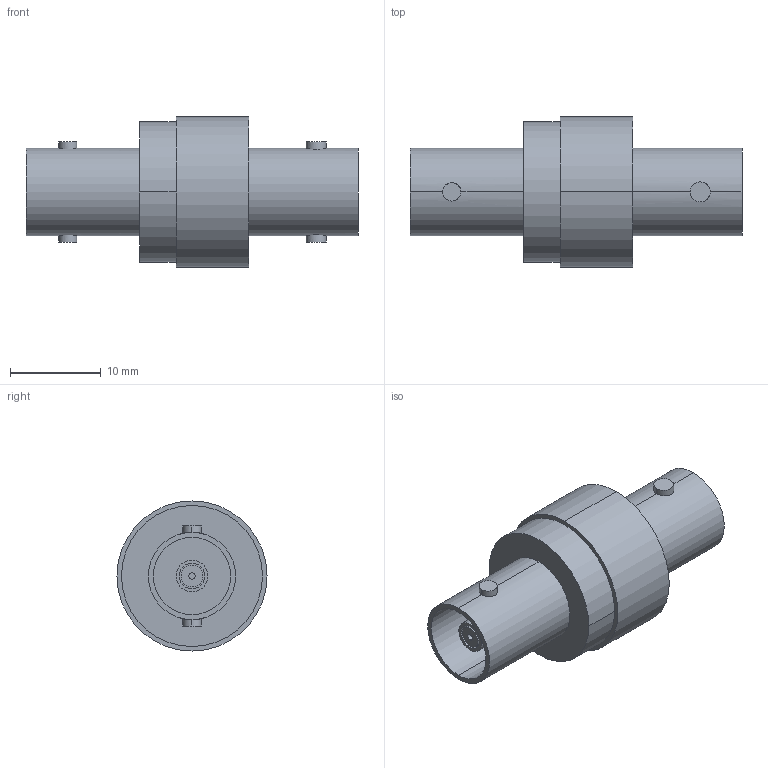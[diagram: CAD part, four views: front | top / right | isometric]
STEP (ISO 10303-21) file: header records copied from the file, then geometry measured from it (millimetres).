
FILE_DESCRIPTION (( 'STEP AP214' ), '1' );
FILE_NAME ('242-MHVDF50.STEP', '2016-01-18T09:22:45', ( '' ), ( '' ), 'SwSTEP 2.0', 'SolidWorks 2014', '' );
FILE_SCHEMA (( 'AUTOMOTIVE_DESIGN' ));
Length unit declared in the file: millimetre
Products named in the file (1): 242-MHVDF50
Bounding box: 36.5 x 16.5 x 16.5 mm (x, y, z)
Volume: 1642.7 mm3; surface area: 3745.6 mm2
Topology: 4 solids, 4 shells, 58 faces, 118 edges, 76 vertices
Faces by surface type: cylinder 38, plane 20
Entity records: 1838 total; most frequent: CARTESIAN_POINT 389, DIRECTION 296, ORIENTED_EDGE 236, AXIS2_PLACEMENT_3D 127, EDGE_CURVE 118, VERTEX_POINT 76, EDGE_LOOP 72, CIRCLE 68
